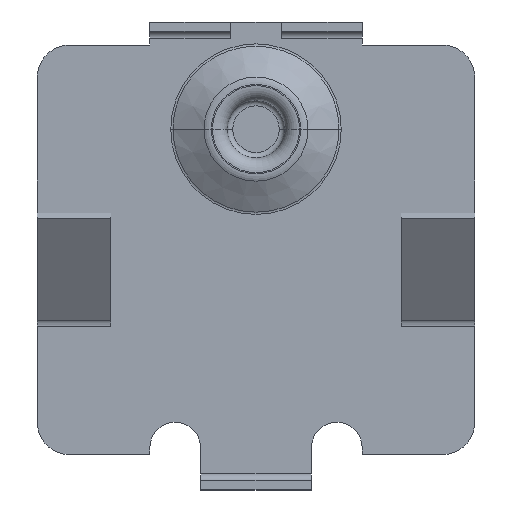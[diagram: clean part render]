
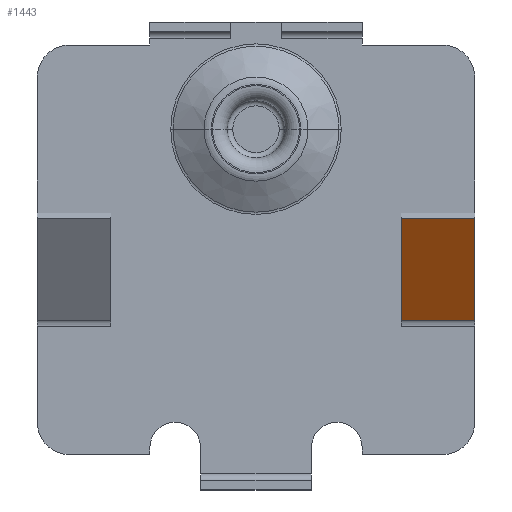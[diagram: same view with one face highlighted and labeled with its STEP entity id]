
A CAD part, top view. The second image highlights one B-rep face of the part: STEP entity #1443.
In plain terms, the highlighted planar face has unit normal (0, -0.571, 0.821).
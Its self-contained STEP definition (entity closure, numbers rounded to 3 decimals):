
#333 = EDGE_LOOP ( 'NONE', ( #1530, #2252, #1160, #1299 ) ) ;
#392 = CARTESIAN_POINT ( 'NONE',  ( 3.15, 3.674, 0.236 ) ) ;
#412 = DIRECTION ( 'NONE',  ( 0., -0.571, 0.821 ) ) ;
#428 = LINE ( 'NONE', #2237, #800 ) ;
#477 = FACE_OUTER_BOUND ( 'NONE', #333, .T. ) ;
#643 = CARTESIAN_POINT ( 'NONE',  ( 3.15, 3.674, 0.236 ) ) ;
#681 = VECTOR ( 'NONE', #1040, 1000. ) ;
#759 = EDGE_CURVE ( 'NONE', #1183, #2191, #2040, .T. ) ;
#800 = VECTOR ( 'NONE', #2657, 1000. ) ;
#801 = AXIS2_PLACEMENT_3D ( 'NONE', #643, #412, #1492 ) ;
#837 = VERTEX_POINT ( 'NONE', #2480 ) ;
#899 = LINE ( 'NONE', #1288, #1661 ) ;
#996 = CARTESIAN_POINT ( 'NONE',  ( 4.75, 3.674, 0.236 ) ) ;
#1026 = DIRECTION ( 'NONE',  ( 0., -0.821, -0.571 ) ) ;
#1040 = DIRECTION ( 'NONE',  ( 1., 0., 0. ) ) ;
#1106 = CARTESIAN_POINT ( 'NONE',  ( 4.75, 3.674, 0.236 ) ) ;
#1160 = ORIENTED_EDGE ( 'NONE', *, *, #2184, .T. ) ;
#1183 = VERTEX_POINT ( 'NONE', #1597 ) ;
#1231 = LINE ( 'NONE', #2504, #681 ) ;
#1288 = CARTESIAN_POINT ( 'NONE',  ( 3.15, 3.674, 0.236 ) ) ;
#1299 = ORIENTED_EDGE ( 'NONE', *, *, #2376, .T. ) ;
#1412 = VERTEX_POINT ( 'NONE', #392 ) ;
#1429 = EDGE_CURVE ( 'NONE', #837, #1183, #1231, .T. ) ;
#1443 = ADVANCED_FACE ( 'NONE', ( #477 ), #2326, .T. ) ;
#1492 = DIRECTION ( 'NONE',  ( 0., -0.821, -0.571 ) ) ;
#1530 = ORIENTED_EDGE ( 'NONE', *, *, #759, .F. ) ;
#1597 = CARTESIAN_POINT ( 'NONE',  ( 4.75, 5.896, 1.78 ) ) ;
#1661 = VECTOR ( 'NONE', #2362, 1000. ) ;
#2040 = LINE ( 'NONE', #996, #2443 ) ;
#2184 = EDGE_CURVE ( 'NONE', #837, #1412, #899, .T. ) ;
#2191 = VERTEX_POINT ( 'NONE', #1106 ) ;
#2237 = CARTESIAN_POINT ( 'NONE',  ( 3.15, 3.674, 0.236 ) ) ;
#2252 = ORIENTED_EDGE ( 'NONE', *, *, #1429, .F. ) ;
#2326 = PLANE ( 'NONE',  #801 ) ;
#2362 = DIRECTION ( 'NONE',  ( 0., -0.821, -0.571 ) ) ;
#2376 = EDGE_CURVE ( 'NONE', #1412, #2191, #428, .T. ) ;
#2443 = VECTOR ( 'NONE', #1026, 1000. ) ;
#2480 = CARTESIAN_POINT ( 'NONE',  ( 3.15, 5.896, 1.78 ) ) ;
#2504 = CARTESIAN_POINT ( 'NONE',  ( 3.15, 5.896, 1.78 ) ) ;
#2657 = DIRECTION ( 'NONE',  ( 1., 0., 0. ) ) ;
